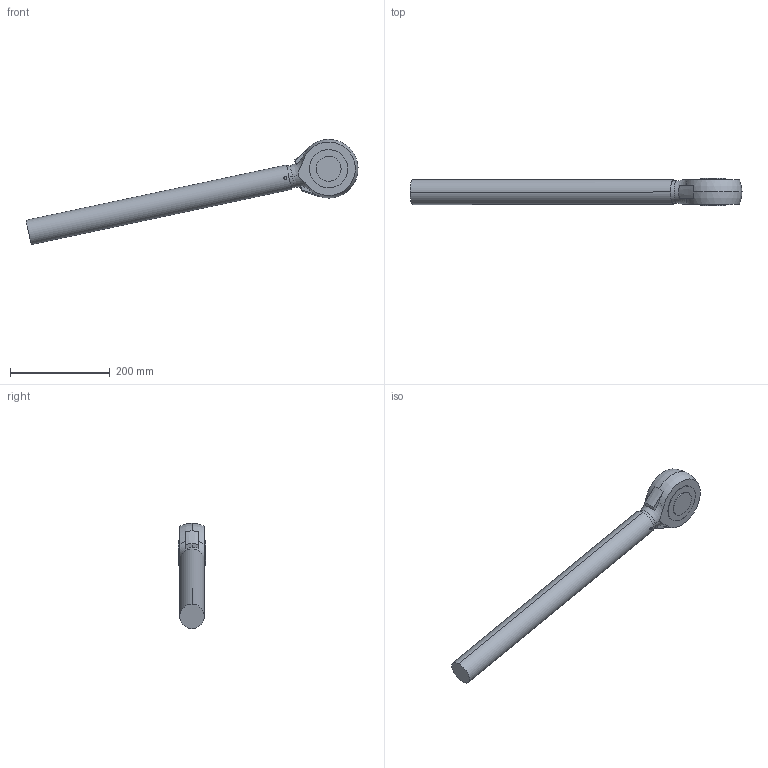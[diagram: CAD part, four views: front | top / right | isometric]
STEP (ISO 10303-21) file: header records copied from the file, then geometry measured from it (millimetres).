
FILE_DESCRIPTION (( 'STEP AP203' ), '1' );
FILE_NAME ('ROD_CAD_Default_sldprt.STEP', '2024-04-07T16:14:27', ( '' ), ( '' ), 'SwSTEP 2.0', 'SolidWorks 2022', '' );
FILE_SCHEMA (( 'CONFIG_CONTROL_DESIGN' ));
Length unit declared in the file: millimetre
Products named in the file (1): ROD_CAD_Default_sldprt
Bounding box: 667.23 x 55 x 211.35 mm (x, y, z)
Volume: 1624515.1 mm3; surface area: 126471.7 mm2
Topology: 1 solids, 1 shells, 36 faces, 81 edges, 52 vertices
Faces by surface type: plane 16, cylinder 13, cone 3, sphere 2, torus 2
Entity records: 1819 total; most frequent: CARTESIAN_POINT 945, DIRECTION 172, ORIENTED_EDGE 162, EDGE_CURVE 81, AXIS2_PLACEMENT_3D 77, VERTEX_POINT 52, EDGE_LOOP 41, CIRCLE 40
